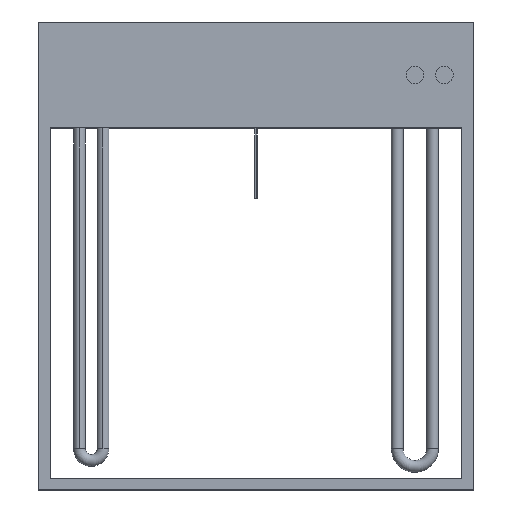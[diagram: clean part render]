
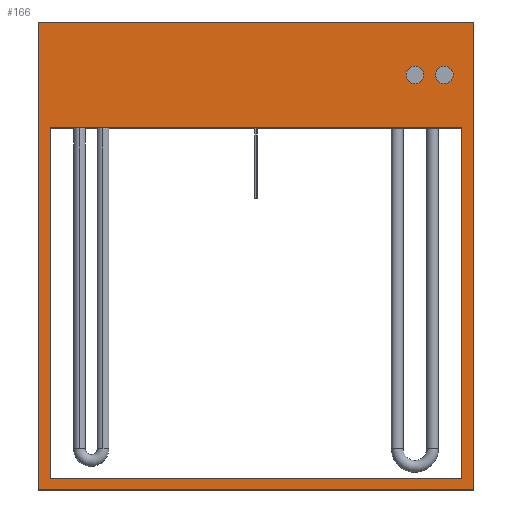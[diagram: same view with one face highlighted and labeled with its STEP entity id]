
A CAD part, top view. The second image highlights one B-rep face of the part: STEP entity #166.
In plain terms, the highlighted planar face has unit normal (0, 0, 1).
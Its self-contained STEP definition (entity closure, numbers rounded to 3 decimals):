
#1 = AXIS2_PLACEMENT_3D ( 'NONE', #51, #647, #936 ) ;
#24 = DIRECTION ( 'NONE',  ( 0., -1., 0. ) ) ;
#30 = CARTESIAN_POINT ( 'NONE',  ( 350., -377.5, 160. ) ) ;
#31 = CARTESIAN_POINT ( 'NONE',  ( -350., 217.5, 160. ) ) ;
#40 = VECTOR ( 'NONE', #24, 1000. ) ;
#48 = DIRECTION ( 'NONE',  ( 1., 0., 0. ) ) ;
#51 = CARTESIAN_POINT ( 'NONE',  ( 0., 0., 160. ) ) ;
#57 = EDGE_CURVE ( 'NONE', #336, #232, #482, .T. ) ;
#80 = VERTEX_POINT ( 'NONE', #686 ) ;
#94 = CARTESIAN_POINT ( 'NONE',  ( -350., -377.5, 160. ) ) ;
#110 = FACE_OUTER_BOUND ( 'NONE', #657, .T. ) ;
#117 = CARTESIAN_POINT ( 'NONE',  ( 350., 217.5, 160. ) ) ;
#118 = CARTESIAN_POINT ( 'NONE',  ( -370., -397.5, 160. ) ) ;
#123 = VERTEX_POINT ( 'NONE', #698 ) ;
#137 = VERTEX_POINT ( 'NONE', #273 ) ;
#141 = EDGE_CURVE ( 'NONE', #155, #80, #254, .T. ) ;
#143 = VECTOR ( 'NONE', #399, 1000. ) ;
#154 = DIRECTION ( 'NONE',  ( 0., -1., 0. ) ) ;
#155 = VERTEX_POINT ( 'NONE', #502 ) ;
#166 = ADVANCED_FACE ( 'Y�z2', ( #854, #563, #425, #110 ), #422, .T. ) ;
#201 = EDGE_CURVE ( 'NONE', #137, #711, #892, .T. ) ;
#212 = CARTESIAN_POINT ( 'NONE',  ( 320., 307.5, 160. ) ) ;
#226 = DIRECTION ( 'NONE',  ( 0., 0., 1. ) ) ;
#232 = VERTEX_POINT ( 'NONE', #31 ) ;
#241 = ORIENTED_EDGE ( 'NONE', *, *, #57, .T. ) ;
#254 = CIRCLE ( 'NONE', #404, 15. ) ;
#261 = ORIENTED_EDGE ( 'NONE', *, *, #291, .F. ) ;
#262 = CARTESIAN_POINT ( 'NONE',  ( 320., 307.5, 160. ) ) ;
#273 = CARTESIAN_POINT ( 'NONE',  ( -370., 397.5, 160. ) ) ;
#283 = CARTESIAN_POINT ( 'NONE',  ( -350., -377.5, 160. ) ) ;
#285 = EDGE_LOOP ( 'NONE', ( #340, #369 ) ) ;
#289 = CARTESIAN_POINT ( 'NONE',  ( -370., 397.5, 160. ) ) ;
#291 = EDGE_CURVE ( 'NONE', #802, #123, #501, .T. ) ;
#297 = CARTESIAN_POINT ( 'NONE',  ( -370., -397.5, 160. ) ) ;
#301 = VECTOR ( 'NONE', #435, 1000. ) ;
#319 = AXIS2_PLACEMENT_3D ( 'NONE', #262, #395, #690 ) ;
#321 = CARTESIAN_POINT ( 'NONE',  ( 350., -377.5, 160. ) ) ;
#322 = VERTEX_POINT ( 'NONE', #409 ) ;
#326 = LINE ( 'NONE', #321, #40 ) ;
#327 = EDGE_LOOP ( 'NONE', ( #743, #786 ) ) ;
#334 = EDGE_CURVE ( 'NONE', #711, #123, #934, .T. ) ;
#336 = VERTEX_POINT ( 'NONE', #283 ) ;
#339 = EDGE_CURVE ( 'Kenar2', #137, #802, #884, .T. ) ;
#340 = ORIENTED_EDGE ( 'NONE', *, *, #141, .F. ) ;
#342 = CARTESIAN_POINT ( 'NONE',  ( 350., -377.5, 160. ) ) ;
#365 = CARTESIAN_POINT ( 'NONE',  ( -370., 397.5, 160. ) ) ;
#369 = ORIENTED_EDGE ( 'NONE', *, *, #413, .F. ) ;
#382 = EDGE_CURVE ( 'NONE', #322, #732, #484, .T. ) ;
#395 = DIRECTION ( 'NONE',  ( 0., 0., 1. ) ) ;
#397 = VERTEX_POINT ( 'NONE', #808 ) ;
#399 = DIRECTION ( 'NONE',  ( 0., 1., 0. ) ) ;
#404 = AXIS2_PLACEMENT_3D ( 'NONE', #868, #412, #493 ) ;
#409 = CARTESIAN_POINT ( 'NONE',  ( 305., 307.5, 160. ) ) ;
#412 = DIRECTION ( 'NONE',  ( 0., 0., 1. ) ) ;
#413 = EDGE_CURVE ( 'NONE', #80, #155, #597, .T. ) ;
#420 = VECTOR ( 'NONE', #48, 1000. ) ;
#422 = PLANE ( 'NONE',  #1 ) ;
#425 = FACE_BOUND ( 'NONE', #806, .T. ) ;
#428 = CARTESIAN_POINT ( 'NONE',  ( 270., 307.5, 160. ) ) ;
#435 = DIRECTION ( 'NONE',  ( 1., 0., 0. ) ) ;
#456 = CIRCLE ( 'NONE', #319, 15. ) ;
#464 = ORIENTED_EDGE ( 'NONE', *, *, #885, .T. ) ;
#482 = LINE ( 'NONE', #94, #143 ) ;
#484 = CIRCLE ( 'NONE', #775, 15. ) ;
#486 = LINE ( 'NONE', #30, #503 ) ;
#487 = CARTESIAN_POINT ( 'NONE',  ( 370., 397.5, 160. ) ) ;
#493 = DIRECTION ( 'NONE',  ( 1., 0., 0. ) ) ;
#494 = ORIENTED_EDGE ( 'NONE', *, *, #201, .T. ) ;
#501 = LINE ( 'NONE', #487, #614 ) ;
#502 = CARTESIAN_POINT ( 'NONE',  ( 255., 307.5, 160. ) ) ;
#503 = VECTOR ( 'NONE', #815, 1000. ) ;
#514 = ORIENTED_EDGE ( 'NONE', *, *, #783, .T. ) ;
#543 = ORIENTED_EDGE ( 'NONE', *, *, #334, .T. ) ;
#563 = FACE_BOUND ( 'NONE', #285, .T. ) ;
#572 = LINE ( 'NONE', #117, #420 ) ;
#581 = AXIS2_PLACEMENT_3D ( 'NONE', #428, #719, #812 ) ;
#597 = CIRCLE ( 'NONE', #581, 15. ) ;
#599 = DIRECTION ( 'NONE',  ( 1., 0., 0. ) ) ;
#614 = VECTOR ( 'NONE', #930, 1000. ) ;
#623 = EDGE_CURVE ( 'NONE', #232, #397, #572, .T. ) ;
#647 = DIRECTION ( 'NONE',  ( 0., 0., 1. ) ) ;
#657 = EDGE_LOOP ( 'NONE', ( #494, #543, #261, #855 ) ) ;
#663 = CARTESIAN_POINT ( 'NONE',  ( 335., 307.5, 160. ) ) ;
#686 = CARTESIAN_POINT ( 'NONE',  ( 285., 307.5, 160. ) ) ;
#690 = DIRECTION ( 'NONE',  ( 1., 0., 0. ) ) ;
#698 = CARTESIAN_POINT ( 'NONE',  ( 370., -397.5, 160. ) ) ;
#711 = VERTEX_POINT ( 'NONE', #297 ) ;
#719 = DIRECTION ( 'NONE',  ( 0., 0., 1. ) ) ;
#720 = ORIENTED_EDGE ( 'NONE', *, *, #623, .T. ) ;
#725 = VECTOR ( 'NONE', #154, 1000. ) ;
#732 = VERTEX_POINT ( 'NONE', #663 ) ;
#743 = ORIENTED_EDGE ( 'NONE', *, *, #382, .F. ) ;
#775 = AXIS2_PLACEMENT_3D ( 'NONE', #212, #226, #796 ) ;
#783 = EDGE_CURVE ( 'NONE', #397, #903, #326, .T. ) ;
#786 = ORIENTED_EDGE ( 'NONE', *, *, #816, .F. ) ;
#796 = DIRECTION ( 'NONE',  ( 1., 0., 0. ) ) ;
#802 = VERTEX_POINT ( 'NONE', #847 ) ;
#806 = EDGE_LOOP ( 'NONE', ( #514, #464, #241, #720 ) ) ;
#808 = CARTESIAN_POINT ( 'NONE',  ( 350., 217.5, 160. ) ) ;
#812 = DIRECTION ( 'NONE',  ( 1., 0., 0. ) ) ;
#815 = DIRECTION ( 'NONE',  ( -1., 0., 0. ) ) ;
#816 = EDGE_CURVE ( 'NONE', #732, #322, #456, .T. ) ;
#847 = CARTESIAN_POINT ( 'NONE',  ( 370., 397.5, 160. ) ) ;
#854 = FACE_BOUND ( 'NONE', #327, .T. ) ;
#855 = ORIENTED_EDGE ( 'NONE', *, *, #339, .F. ) ;
#868 = CARTESIAN_POINT ( 'NONE',  ( 270., 307.5, 160. ) ) ;
#881 = VECTOR ( 'NONE', #599, 1000. ) ;
#884 = LINE ( 'NONE', #289, #301 ) ;
#885 = EDGE_CURVE ( 'NONE', #903, #336, #486, .T. ) ;
#892 = LINE ( 'NONE', #365, #725 ) ;
#903 = VERTEX_POINT ( 'NONE', #342 ) ;
#930 = DIRECTION ( 'NONE',  ( 0., -1., 0. ) ) ;
#934 = LINE ( 'NONE', #118, #881 ) ;
#936 = DIRECTION ( 'NONE',  ( 1., 0., 0. ) ) ;
